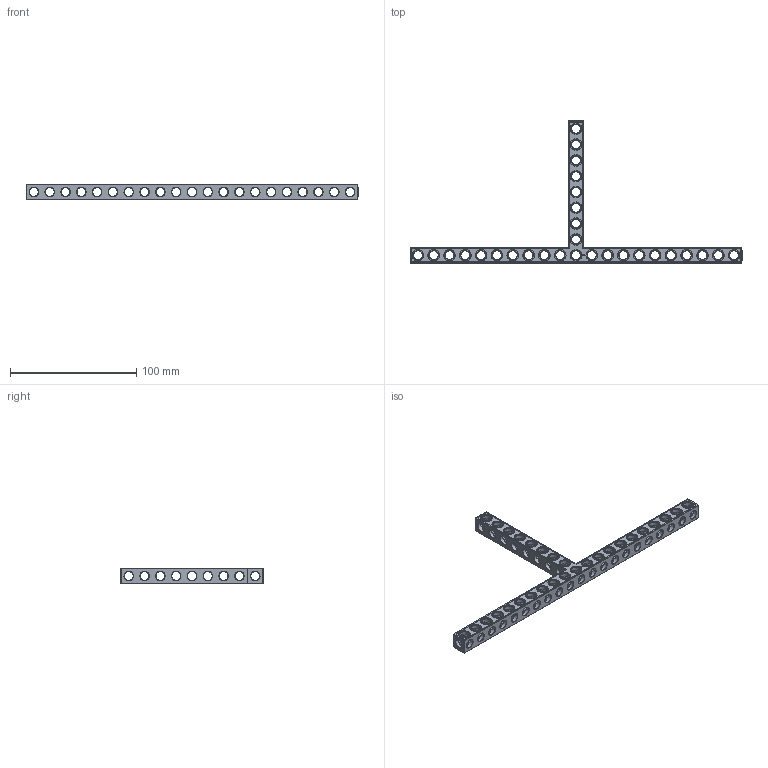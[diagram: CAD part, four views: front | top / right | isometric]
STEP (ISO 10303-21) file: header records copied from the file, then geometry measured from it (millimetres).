
FILE_DESCRIPTION(('FreeCAD Model'),'2;1');
FILE_NAME('Open CASCADE Shape Model','2022-01-29T22:43:59',( 'Paulo Kiefe'),('STEMFIE.org'),'Open CASCADE STEP processor 7.4', 'FreeCAD','Unknown');
FILE_SCHEMA(('AUTOMOTIVE_DESIGN { 1 0 10303 214 1 1 1 1 }'));
Products named in the file (1): Beam_TSH_SYM_ESS_BU21x09x01_-_SPN-BEM-1178_(stemfie.org)
Bounding box: 262.5 x 112.5 x 12.5 mm (x, y, z)
Volume: 28333.6 mm3; surface area: 25372.7 mm2
Topology: 1 solids, 1 shells, 831 faces, 2548 edges, 1667 vertices
Faces by surface type: plane 416, cylinder 177, cone 120, extrusion 118
Full cylindrical faces by diameter (mm): 6.98 x22, 7 x126, 9.2 x29
Entity records: 107375 total; most frequent: CARTESIAN_POINT 59876, DIRECTION 7702, ORIENTED_EDGE 5096, PCURVE 5096, DEFINITIONAL_REPRESENTATION 5096, VECTOR 4931, LINE 4813, EDGE_CURVE 2548
